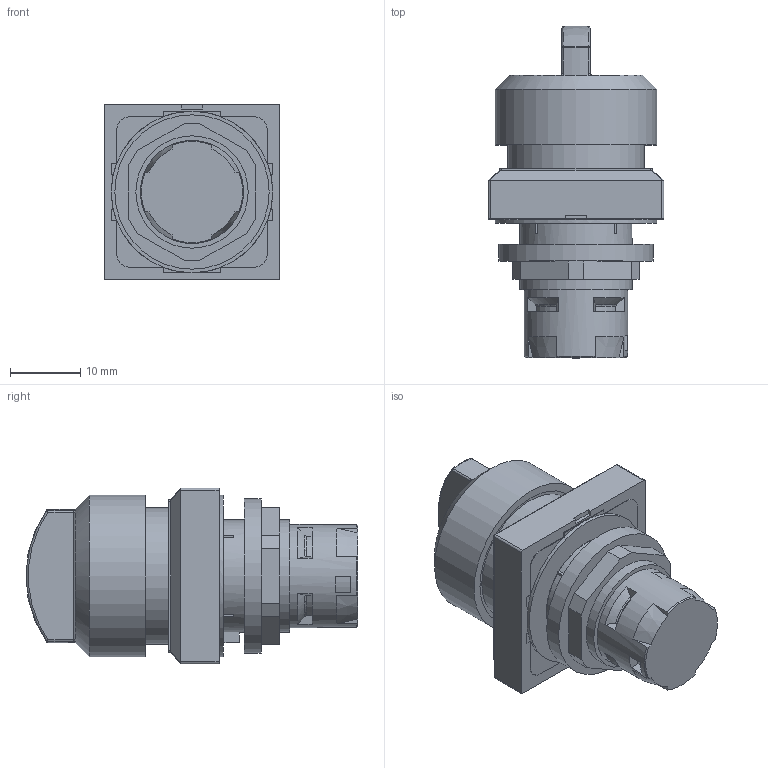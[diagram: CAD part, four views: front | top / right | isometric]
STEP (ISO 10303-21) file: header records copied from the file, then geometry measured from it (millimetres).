
FILE_DESCRIPTION(/* description */ (''),/* implementation_level */ '2;1');
FILE_NAME(/* name */ 'OKTV.stp',/* time_stamp */ '2020-09-15T14:49:46+02:00',/* author */ ('thagel'),/* organization */ (''),/* preprocessor_version */ 'ST-DEVELOPER v17.2',/* originating_system */ 'Autodesk Inventor 2019',/* authorisation */ '');
FILE_SCHEMA (('AUTOMOTIVE_DESIGN { 1 0 10303 214 3 1 1 }'));
Length unit declared in the file: millimetre
Products named in the file (1): OKTV
Bounding box: 25 x 47.31 x 25 mm (x, y, z)
Volume: 13789.1 mm3; surface area: 5646.6 mm2
Topology: 1 solids, 5 shells, 261 faces, 673 edges, 432 vertices
Faces by surface type: plane 172, cylinder 43, cone 20, torus 15, bspline 6, sphere 5
Full cylindrical faces by diameter (mm): 12.1 x1, 14.7 x1, 16 x2, 16.15 x1, 16.5 x1, 18.474 x1, 19.4 x1, 19.5 x1, 22 x1, 23 x2
Entity records: 8277 total; most frequent: CARTESIAN_POINT 1825, DIRECTION 1350, ORIENTED_EDGE 1346, EDGE_CURVE 673, AXIS2_PLACEMENT_3D 483, VERTEX_POINT 432, LINE 384, VECTOR 384
